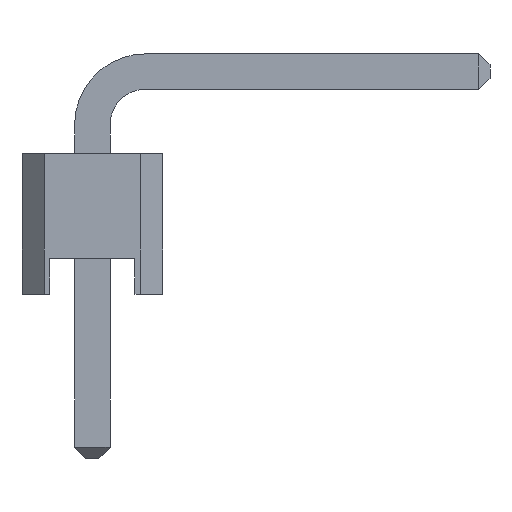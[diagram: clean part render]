
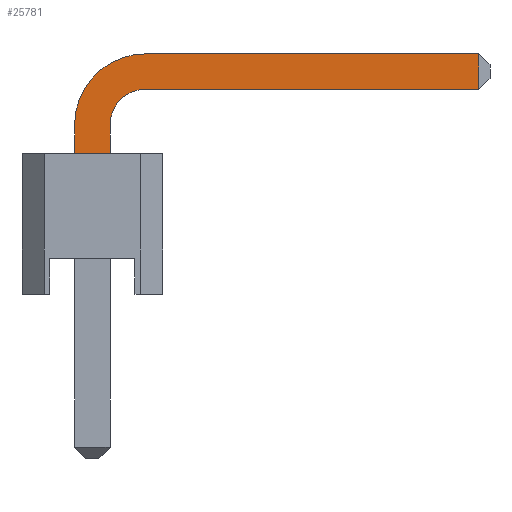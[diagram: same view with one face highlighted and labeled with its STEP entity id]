
A CAD part, front view. The second image highlights one B-rep face of the part: STEP entity #25781.
In plain terms, the highlighted planar face has unit normal (0, -1, 0).
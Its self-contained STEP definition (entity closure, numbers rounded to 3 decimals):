
#24686 = PLANE('',#24687);
#24687 = AXIS2_PLACEMENT_3D('',#24688,#24689,#24690);
#24688 = CARTESIAN_POINT('',(-1.27,1.27,5.5));
#24689 = DIRECTION('',(0.,0.,1.));
#24690 = DIRECTION('',(1.,0.,0.));
#25447 = EDGE_CURVE('',#25448,#25450,#25452,.T.);
#25448 = VERTEX_POINT('',#25449);
#25449 = CARTESIAN_POINT('',(0.32,-0.32,5.5));
#25450 = VERTEX_POINT('',#25451);
#25451 = CARTESIAN_POINT('',(-0.32,-0.32,5.5));
#25452 = SURFACE_CURVE('',#25453,(#25457,#25463),.PCURVE_S1.);
#25453 = LINE('',#25454,#25455);
#25454 = CARTESIAN_POINT('',(-0.795,-0.32,5.5));
#25455 = VECTOR('',#25456,1.);
#25456 = DIRECTION('',(-1.,0.,0.));
#25457 = PCURVE('',#24686,#25458);
#25458 = DEFINITIONAL_REPRESENTATION('',(#25459),#25462);
#25459 = B_SPLINE_CURVE_WITH_KNOTS('',1,(#25460,#25461),.UNSPECIFIED.,
  .F.,.F.,(2,2),(-1.179,-0.411),.PIECEWISE_BEZIER_KNOTS.);
#25460 = CARTESIAN_POINT('',(1.654,-1.59));
#25461 = CARTESIAN_POINT('',(0.886,-1.59));
#25462 = ( GEOMETRIC_REPRESENTATION_CONTEXT(2) 
PARAMETRIC_REPRESENTATION_CONTEXT() REPRESENTATION_CONTEXT('2D SPACE',''
  ) );
#25463 = PCURVE('',#25464,#25469);
#25464 = PLANE('',#25465);
#25465 = AXIS2_PLACEMENT_3D('',#25466,#25467,#25468);
#25466 = CARTESIAN_POINT('',(1.887,-0.32,5.194));
#25467 = DIRECTION('',(0.,1.,0.));
#25468 = DIRECTION('',(0.,0.,1.));
#25469 = DEFINITIONAL_REPRESENTATION('',(#25470),#25474);
#25470 = LINE('',#25471,#25472);
#25471 = CARTESIAN_POINT('',(0.307,-2.682));
#25472 = VECTOR('',#25473,1.);
#25473 = DIRECTION('',(0.,-1.));
#25474 = ( GEOMETRIC_REPRESENTATION_CONTEXT(2) 
PARAMETRIC_REPRESENTATION_CONTEXT() REPRESENTATION_CONTEXT('2D SPACE',''
  ) );
#25491 = PLANE('',#25492);
#25492 = AXIS2_PLACEMENT_3D('',#25493,#25494,#25495);
#25493 = CARTESIAN_POINT('',(-0.32,0.32,0.));
#25494 = DIRECTION('',(-1.,0.,0.));
#25495 = DIRECTION('',(0.,0.,1.));
#25543 = PLANE('',#25544);
#25544 = AXIS2_PLACEMENT_3D('',#25545,#25546,#25547);
#25545 = CARTESIAN_POINT('',(0.32,0.32,6.66));
#25546 = DIRECTION('',(1.,0.,0.));
#25547 = DIRECTION('',(0.,0.,-1.));
#25781 = ADVANCED_FACE('',(#25782),#25464,.F.);
#25782 = FACE_BOUND('',#25783,.F.);
#25783 = EDGE_LOOP('',(#25784,#25785,#25808,#25837,#25865,#25893,#25921,
    #25950));
#25784 = ORIENTED_EDGE('',*,*,#25447,.T.);
#25785 = ORIENTED_EDGE('',*,*,#25786,.T.);
#25786 = EDGE_CURVE('',#25450,#25787,#25789,.T.);
#25787 = VERTEX_POINT('',#25788);
#25788 = CARTESIAN_POINT('',(-0.32,-0.32,6.02));
#25789 = SURFACE_CURVE('',#25790,(#25794,#25801),.PCURVE_S1.);
#25790 = LINE('',#25791,#25792);
#25791 = CARTESIAN_POINT('',(-0.32,-0.32,0.));
#25792 = VECTOR('',#25793,1.);
#25793 = DIRECTION('',(0.,0.,1.));
#25794 = PCURVE('',#25464,#25795);
#25795 = DEFINITIONAL_REPRESENTATION('',(#25796),#25800);
#25796 = LINE('',#25797,#25798);
#25797 = CARTESIAN_POINT('',(-5.194,-2.207));
#25798 = VECTOR('',#25799,1.);
#25799 = DIRECTION('',(1.,-0.));
#25800 = ( GEOMETRIC_REPRESENTATION_CONTEXT(2) 
PARAMETRIC_REPRESENTATION_CONTEXT() REPRESENTATION_CONTEXT('2D SPACE',''
  ) );
#25801 = PCURVE('',#25491,#25802);
#25802 = DEFINITIONAL_REPRESENTATION('',(#25803),#25807);
#25803 = LINE('',#25804,#25805);
#25804 = CARTESIAN_POINT('',(0.,-0.64));
#25805 = VECTOR('',#25806,1.);
#25806 = DIRECTION('',(1.,0.));
#25807 = ( GEOMETRIC_REPRESENTATION_CONTEXT(2) 
PARAMETRIC_REPRESENTATION_CONTEXT() REPRESENTATION_CONTEXT('2D SPACE',''
  ) );
#25808 = ORIENTED_EDGE('',*,*,#25809,.T.);
#25809 = EDGE_CURVE('',#25787,#25810,#25812,.T.);
#25810 = VERTEX_POINT('',#25811);
#25811 = CARTESIAN_POINT('',(0.96,-0.32,7.3));
#25812 = SURFACE_CURVE('',#25813,(#25818,#25825),.PCURVE_S1.);
#25813 = CIRCLE('',#25814,1.28);
#25814 = AXIS2_PLACEMENT_3D('',#25815,#25816,#25817);
#25815 = CARTESIAN_POINT('',(0.96,-0.32,6.02));
#25816 = DIRECTION('',(0.,1.,0.));
#25817 = DIRECTION('',(0.,0.,-1.));
#25818 = PCURVE('',#25464,#25819);
#25819 = DEFINITIONAL_REPRESENTATION('',(#25820),#25824);
#25820 = CIRCLE('',#25821,1.28);
#25821 = AXIS2_PLACEMENT_2D('',#25822,#25823);
#25822 = CARTESIAN_POINT('',(0.827,-0.927));
#25823 = DIRECTION('',(-1.,0.));
#25824 = ( GEOMETRIC_REPRESENTATION_CONTEXT(2) 
PARAMETRIC_REPRESENTATION_CONTEXT() REPRESENTATION_CONTEXT('2D SPACE',''
  ) );
#25825 = PCURVE('',#25826,#25831);
#25826 = CYLINDRICAL_SURFACE('',#25827,1.28);
#25827 = AXIS2_PLACEMENT_3D('',#25828,#25829,#25830);
#25828 = CARTESIAN_POINT('',(0.96,0.32,6.02));
#25829 = DIRECTION('',(0.,-1.,0.));
#25830 = DIRECTION('',(-1.,0.,0.));
#25831 = DEFINITIONAL_REPRESENTATION('',(#25832),#25836);
#25832 = LINE('',#25833,#25834);
#25833 = CARTESIAN_POINT('',(1.571,0.64));
#25834 = VECTOR('',#25835,1.);
#25835 = DIRECTION('',(-1.,0.));
#25836 = ( GEOMETRIC_REPRESENTATION_CONTEXT(2) 
PARAMETRIC_REPRESENTATION_CONTEXT() REPRESENTATION_CONTEXT('2D SPACE',''
  ) );
#25837 = ORIENTED_EDGE('',*,*,#25838,.T.);
#25838 = EDGE_CURVE('',#25810,#25839,#25841,.T.);
#25839 = VERTEX_POINT('',#25840);
#25840 = CARTESIAN_POINT('',(6.98,-0.32,7.3));
#25841 = SURFACE_CURVE('',#25842,(#25846,#25853),.PCURVE_S1.);
#25842 = LINE('',#25843,#25844);
#25843 = CARTESIAN_POINT('',(-0.32,-0.32,7.3));
#25844 = VECTOR('',#25845,1.);
#25845 = DIRECTION('',(1.,0.,0.));
#25846 = PCURVE('',#25464,#25847);
#25847 = DEFINITIONAL_REPRESENTATION('',(#25848),#25852);
#25848 = LINE('',#25849,#25850);
#25849 = CARTESIAN_POINT('',(2.107,-2.207));
#25850 = VECTOR('',#25851,1.);
#25851 = DIRECTION('',(0.,1.));
#25852 = ( GEOMETRIC_REPRESENTATION_CONTEXT(2) 
PARAMETRIC_REPRESENTATION_CONTEXT() REPRESENTATION_CONTEXT('2D SPACE',''
  ) );
#25853 = PCURVE('',#25854,#25859);
#25854 = PLANE('',#25855);
#25855 = AXIS2_PLACEMENT_3D('',#25856,#25857,#25858);
#25856 = CARTESIAN_POINT('',(-0.32,0.32,7.3));
#25857 = DIRECTION('',(0.,0.,1.));
#25858 = DIRECTION('',(1.,0.,0.));
#25859 = DEFINITIONAL_REPRESENTATION('',(#25860),#25864);
#25860 = LINE('',#25861,#25862);
#25861 = CARTESIAN_POINT('',(0.,-0.64));
#25862 = VECTOR('',#25863,1.);
#25863 = DIRECTION('',(1.,0.));
#25864 = ( GEOMETRIC_REPRESENTATION_CONTEXT(2) 
PARAMETRIC_REPRESENTATION_CONTEXT() REPRESENTATION_CONTEXT('2D SPACE',''
  ) );
#25865 = ORIENTED_EDGE('',*,*,#25866,.T.);
#25866 = EDGE_CURVE('',#25839,#25867,#25869,.T.);
#25867 = VERTEX_POINT('',#25868);
#25868 = CARTESIAN_POINT('',(6.98,-0.32,6.66));
#25869 = SURFACE_CURVE('',#25870,(#25874,#25881),.PCURVE_S1.);
#25870 = LINE('',#25871,#25872);
#25871 = CARTESIAN_POINT('',(6.98,-0.32,7.1));
#25872 = VECTOR('',#25873,1.);
#25873 = DIRECTION('',(0.,0.,-1.));
#25874 = PCURVE('',#25464,#25875);
#25875 = DEFINITIONAL_REPRESENTATION('',(#25876),#25880);
#25876 = LINE('',#25877,#25878);
#25877 = CARTESIAN_POINT('',(1.907,5.094));
#25878 = VECTOR('',#25879,1.);
#25879 = DIRECTION('',(-1.,0.));
#25880 = ( GEOMETRIC_REPRESENTATION_CONTEXT(2) 
PARAMETRIC_REPRESENTATION_CONTEXT() REPRESENTATION_CONTEXT('2D SPACE',''
  ) );
#25881 = PCURVE('',#25882,#25887);
#25882 = PLANE('',#25883);
#25883 = AXIS2_PLACEMENT_3D('',#25884,#25885,#25886);
#25884 = CARTESIAN_POINT('',(7.08,-0.22,7.1));
#25885 = DIRECTION('',(-0.707,0.707,0.));
#25886 = DIRECTION('',(0.,0.,-1.));
#25887 = DEFINITIONAL_REPRESENTATION('',(#25888),#25892);
#25888 = LINE('',#25889,#25890);
#25889 = CARTESIAN_POINT('',(0.,0.141));
#25890 = VECTOR('',#25891,1.);
#25891 = DIRECTION('',(1.,0.));
#25892 = ( GEOMETRIC_REPRESENTATION_CONTEXT(2) 
PARAMETRIC_REPRESENTATION_CONTEXT() REPRESENTATION_CONTEXT('2D SPACE',''
  ) );
#25893 = ORIENTED_EDGE('',*,*,#25894,.T.);
#25894 = EDGE_CURVE('',#25867,#25895,#25897,.T.);
#25895 = VERTEX_POINT('',#25896);
#25896 = CARTESIAN_POINT('',(0.96,-0.32,6.66));
#25897 = SURFACE_CURVE('',#25898,(#25902,#25909),.PCURVE_S1.);
#25898 = LINE('',#25899,#25900);
#25899 = CARTESIAN_POINT('',(7.18,-0.32,6.66));
#25900 = VECTOR('',#25901,1.);
#25901 = DIRECTION('',(-1.,0.,0.));
#25902 = PCURVE('',#25464,#25903);
#25903 = DEFINITIONAL_REPRESENTATION('',(#25904),#25908);
#25904 = LINE('',#25905,#25906);
#25905 = CARTESIAN_POINT('',(1.467,5.294));
#25906 = VECTOR('',#25907,1.);
#25907 = DIRECTION('',(0.,-1.));
#25908 = ( GEOMETRIC_REPRESENTATION_CONTEXT(2) 
PARAMETRIC_REPRESENTATION_CONTEXT() REPRESENTATION_CONTEXT('2D SPACE',''
  ) );
#25909 = PCURVE('',#25910,#25915);
#25910 = PLANE('',#25911);
#25911 = AXIS2_PLACEMENT_3D('',#25912,#25913,#25914);
#25912 = CARTESIAN_POINT('',(7.18,0.32,6.66));
#25913 = DIRECTION('',(-0.,0.,-1.));
#25914 = DIRECTION('',(-1.,0.,0.));
#25915 = DEFINITIONAL_REPRESENTATION('',(#25916),#25920);
#25916 = LINE('',#25917,#25918);
#25917 = CARTESIAN_POINT('',(0.,-0.64));
#25918 = VECTOR('',#25919,1.);
#25919 = DIRECTION('',(1.,0.));
#25920 = ( GEOMETRIC_REPRESENTATION_CONTEXT(2) 
PARAMETRIC_REPRESENTATION_CONTEXT() REPRESENTATION_CONTEXT('2D SPACE',''
  ) );
#25921 = ORIENTED_EDGE('',*,*,#25922,.F.);
#25922 = EDGE_CURVE('',#25923,#25895,#25925,.T.);
#25923 = VERTEX_POINT('',#25924);
#25924 = CARTESIAN_POINT('',(0.32,-0.32,6.02));
#25925 = SURFACE_CURVE('',#25926,(#25931,#25938),.PCURVE_S1.);
#25926 = CIRCLE('',#25927,0.64);
#25927 = AXIS2_PLACEMENT_3D('',#25928,#25929,#25930);
#25928 = CARTESIAN_POINT('',(0.96,-0.32,6.02));
#25929 = DIRECTION('',(0.,1.,0.));
#25930 = DIRECTION('',(0.,0.,-1.));
#25931 = PCURVE('',#25464,#25932);
#25932 = DEFINITIONAL_REPRESENTATION('',(#25933),#25937);
#25933 = CIRCLE('',#25934,0.64);
#25934 = AXIS2_PLACEMENT_2D('',#25935,#25936);
#25935 = CARTESIAN_POINT('',(0.827,-0.927));
#25936 = DIRECTION('',(-1.,0.));
#25937 = ( GEOMETRIC_REPRESENTATION_CONTEXT(2) 
PARAMETRIC_REPRESENTATION_CONTEXT() REPRESENTATION_CONTEXT('2D SPACE',''
  ) );
#25938 = PCURVE('',#25939,#25944);
#25939 = CYLINDRICAL_SURFACE('',#25940,0.64);
#25940 = AXIS2_PLACEMENT_3D('',#25941,#25942,#25943);
#25941 = CARTESIAN_POINT('',(0.96,0.32,6.02));
#25942 = DIRECTION('',(0.,-1.,0.));
#25943 = DIRECTION('',(-1.,0.,0.));
#25944 = DEFINITIONAL_REPRESENTATION('',(#25945),#25949);
#25945 = LINE('',#25946,#25947);
#25946 = CARTESIAN_POINT('',(1.571,0.64));
#25947 = VECTOR('',#25948,1.);
#25948 = DIRECTION('',(-1.,0.));
#25949 = ( GEOMETRIC_REPRESENTATION_CONTEXT(2) 
PARAMETRIC_REPRESENTATION_CONTEXT() REPRESENTATION_CONTEXT('2D SPACE',''
  ) );
#25950 = ORIENTED_EDGE('',*,*,#25951,.T.);
#25951 = EDGE_CURVE('',#25923,#25448,#25952,.T.);
#25952 = SURFACE_CURVE('',#25953,(#25957,#25964),.PCURVE_S1.);
#25953 = LINE('',#25954,#25955);
#25954 = CARTESIAN_POINT('',(0.32,-0.32,6.66));
#25955 = VECTOR('',#25956,1.);
#25956 = DIRECTION('',(0.,0.,-1.));
#25957 = PCURVE('',#25464,#25958);
#25958 = DEFINITIONAL_REPRESENTATION('',(#25959),#25963);
#25959 = LINE('',#25960,#25961);
#25960 = CARTESIAN_POINT('',(1.467,-1.567));
#25961 = VECTOR('',#25962,1.);
#25962 = DIRECTION('',(-1.,0.));
#25963 = ( GEOMETRIC_REPRESENTATION_CONTEXT(2) 
PARAMETRIC_REPRESENTATION_CONTEXT() REPRESENTATION_CONTEXT('2D SPACE',''
  ) );
#25964 = PCURVE('',#25543,#25965);
#25965 = DEFINITIONAL_REPRESENTATION('',(#25966),#25970);
#25966 = LINE('',#25967,#25968);
#25967 = CARTESIAN_POINT('',(0.,-0.64));
#25968 = VECTOR('',#25969,1.);
#25969 = DIRECTION('',(1.,0.));
#25970 = ( GEOMETRIC_REPRESENTATION_CONTEXT(2) 
PARAMETRIC_REPRESENTATION_CONTEXT() REPRESENTATION_CONTEXT('2D SPACE',''
  ) );
